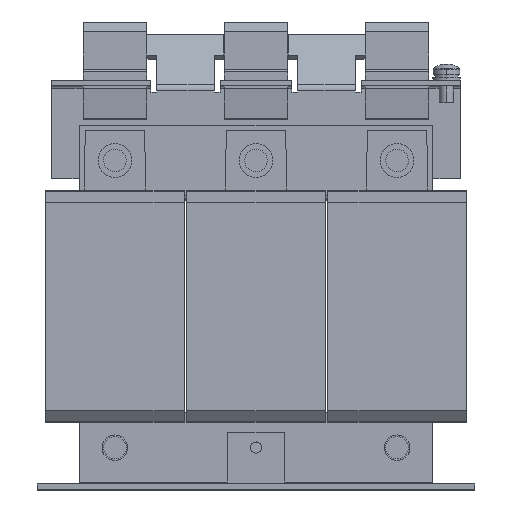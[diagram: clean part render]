
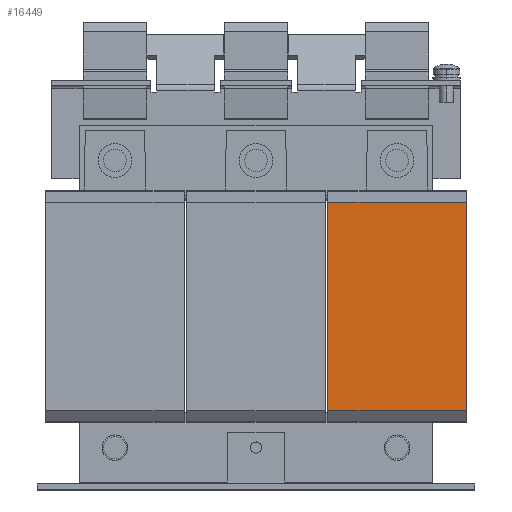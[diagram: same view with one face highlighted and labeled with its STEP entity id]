
A CAD part, top view. The second image highlights one B-rep face of the part: STEP entity #16449.
In plain terms, the highlighted planar face has unit normal (0, 0, 1).
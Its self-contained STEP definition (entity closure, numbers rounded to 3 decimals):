
#447 = EDGE_CURVE ( 'Defeature ausgef�hrt1_293+Defeature ausgef�hrt1_294+Defeature ausgef�hrt1_274+Defeature ausgef�hrt1_273', #26749, #8035, #27352, .T. ) ;
#634 = LINE ( 'NONE', #7298, #18864 ) ;
#1010 = CARTESIAN_POINT ( 'NONE',  ( 25.5, 36.1, 29. ) ) ;
#1172 = CARTESIAN_POINT ( 'NONE',  ( 74.5, 36.1, 29. ) ) ;
#2594 = DIRECTION ( 'NONE',  ( 0., 0., -1. ) ) ;
#2686 = PLANE ( 'NONE',  #10854 ) ;
#2813 = ORIENTED_EDGE ( 'NONE', *, *, #447, .F. ) ;
#3284 = EDGE_LOOP ( 'NONE', ( #21355, #2813, #7590, #3341 ) ) ;
#3341 = ORIENTED_EDGE ( 'NONE', *, *, #5264, .T. ) ;
#4402 = CARTESIAN_POINT ( 'NONE',  ( 74.5, 36.1, 29. ) ) ;
#4418 = LINE ( 'NONE', #10824, #21665 ) ;
#4616 = CARTESIAN_POINT ( 'NONE',  ( 25.5, -37.9, 29. ) ) ;
#5141 = EDGE_CURVE ( 'Defeature ausgef�hrt1_294+Defeature ausgef�hrt1_273+Defeature ausgef�hrt1_295+Defeature ausgef�hrt1_293', #21477, #8035, #634, .T. ) ;
#5264 = EDGE_CURVE ( 'Defeature ausgef�hrt1_294+Defeature ausgef�hrt1_295+Defeature ausgef�hrt1_274+Defeature ausgef�hrt1_273', #15304, #21477, #10276, .T. ) ;
#6305 = VECTOR ( 'NONE', #7482, 1000. ) ;
#6827 = EDGE_CURVE ( 'Defeature ausgef�hrt1_274+Defeature ausgef�hrt1_294+Defeature ausgef�hrt1_295+Defeature ausgef�hrt1_293', #15304, #26749, #4418, .T. ) ;
#7298 = CARTESIAN_POINT ( 'NONE',  ( 25.5, -37.9, 29. ) ) ;
#7482 = DIRECTION ( 'NONE',  ( -1., 0., 0. ) ) ;
#7590 = ORIENTED_EDGE ( 'NONE', *, *, #6827, .F. ) ;
#8035 = VERTEX_POINT ( 'NONE', #4616 ) ;
#8291 = CARTESIAN_POINT ( 'NONE',  ( 74.5, -37.9, 29. ) ) ;
#8959 = CARTESIAN_POINT ( 'NONE',  ( 74.5, -37.9, 29. ) ) ;
#10276 = LINE ( 'NONE', #1172, #6305 ) ;
#10431 = DIRECTION ( 'NONE',  ( -1., 0., 0. ) ) ;
#10824 = CARTESIAN_POINT ( 'NONE',  ( 74.5, -37.9, 29. ) ) ;
#10854 = AXIS2_PLACEMENT_3D ( 'NONE', #8959, #2594, #23808 ) ;
#13701 = DIRECTION ( 'NONE',  ( 0., -1., 0. ) ) ;
#15138 = FACE_OUTER_BOUND ( 'NONE', #3284, .T. ) ;
#15304 = VERTEX_POINT ( 'NONE', #4402 ) ;
#16449 = ADVANCED_FACE ( 'Defeature ausgef�hrt1_294', ( #15138 ), #2686, .F. ) ;
#17457 = CARTESIAN_POINT ( 'NONE',  ( 74.5, -37.9, 29. ) ) ;
#18745 = VECTOR ( 'NONE', #10431, 1000. ) ;
#18864 = VECTOR ( 'NONE', #13701, 1000. ) ;
#21355 = ORIENTED_EDGE ( 'NONE', *, *, #5141, .T. ) ;
#21477 = VERTEX_POINT ( 'NONE', #1010 ) ;
#21665 = VECTOR ( 'NONE', #25639, 1000. ) ;
#23808 = DIRECTION ( 'NONE',  ( -1., 0., 0. ) ) ;
#25639 = DIRECTION ( 'NONE',  ( 0., -1., 0. ) ) ;
#26749 = VERTEX_POINT ( 'NONE', #17457 ) ;
#27352 = LINE ( 'NONE', #8291, #18745 ) ;
